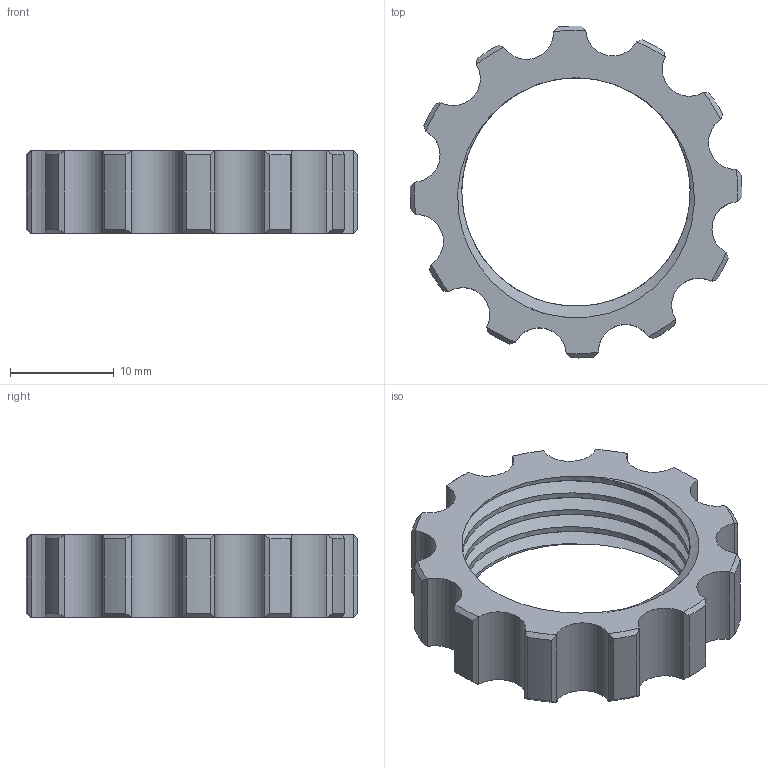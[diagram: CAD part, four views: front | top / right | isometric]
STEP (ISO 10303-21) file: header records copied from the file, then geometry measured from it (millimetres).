
FILE_DESCRIPTION(/* description */ (''),/* implementation_level */ '2;1');
FILE_NAME(/* name */ 'Tensioner nut.step',/* time_stamp */ '2025-04-05T17:15:57+02:00',/* author */ (''),/* organization */ (''),/* preprocessor_version */ 'ST-DEVELOPER v20.1',/* originating_system */ 'Autodesk Translation Framework v14.4.0.0',/* authorisation */ '');
FILE_SCHEMA (('AUTOMOTIVE_DESIGN { 1 0 10303 214 3 1 1 }'));
Length unit declared in the file: millimetre
Products named in the file (1): (Unsaved)
Bounding box: 32 x 32 x 8 mm (x, y, z)
Volume: 2169.8 mm3; surface area: 2464.3 mm2
Topology: 1 solids, 1 shells, 86 faces, 252 edges, 168 vertices
Faces by surface type: cylinder 34, plane 26, cone 24, bspline 2
Full cylindrical faces by diameter (mm): 22.023 x3, 24.256 x3
Entity records: 4387 total; most frequent: CARTESIAN_POINT 2231, ORIENTED_EDGE 504, DIRECTION 378, EDGE_CURVE 252, VERTEX_POINT 168, AXIS2_PLACEMENT_3D 161, B_SPLINE_CURVE_WITH_KNOTS 120, EDGE_LOOP 88
